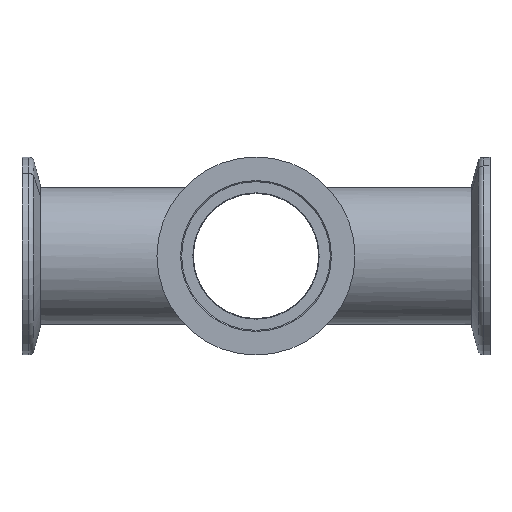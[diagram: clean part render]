
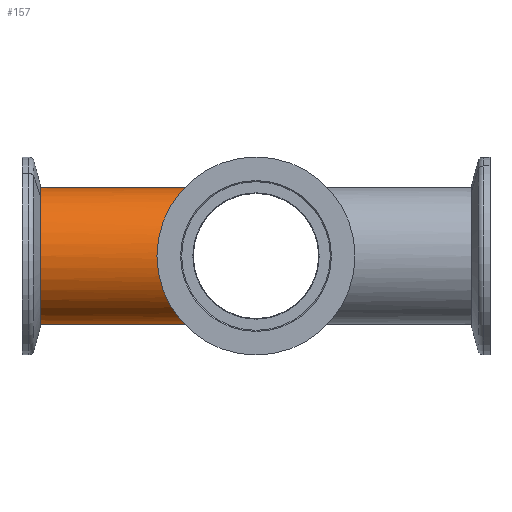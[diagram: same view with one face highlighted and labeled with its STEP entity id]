
A CAD part, left-side view. The second image highlights one B-rep face of the part: STEP entity #157.
In plain terms, the highlighted cylindrical face has radius 19.05 mm (diameter 38.1 mm), a partial arc.
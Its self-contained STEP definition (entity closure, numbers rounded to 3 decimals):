
#5 = EDGE_CURVE ( 'NONE', #768, #628, #913, .T. ) ;
#69 = ORIENTED_EDGE ( 'NONE', *, *, #5, .F. ) ;
#114 = LINE ( 'NONE', #178, #967 ) ;
#157 = ADVANCED_FACE ( 'NONE', ( #1198 ), #873, .T. ) ;
#173 = DIRECTION ( 'NONE',  ( 0., -1., 0. ) ) ;
#178 = CARTESIAN_POINT ( 'NONE',  ( 0., 61.5, 19.05 ) ) ;
#353 = EDGE_LOOP ( 'NONE', ( #874, #803, #959, #69 ) ) ;
#414 = DIRECTION ( 'NONE',  ( 0., 0., 1. ) ) ;
#416 = DIRECTION ( 'NONE',  ( 0., 1., 0. ) ) ;
#419 = CARTESIAN_POINT ( 'NONE',  ( 0., 61.5, 0. ) ) ;
#465 = AXIS2_PLACEMENT_3D ( 'NONE', #419, #416, #414 ) ;
#628 = VERTEX_POINT ( 'NONE', #733 ) ;
#670 = CARTESIAN_POINT ( 'NONE',  ( 0., 0., 19.05 ) ) ;
#733 = CARTESIAN_POINT ( 'NONE',  ( 0., 0., -19.05 ) ) ;
#768 = VERTEX_POINT ( 'NONE', #670 ) ;
#803 = ORIENTED_EDGE ( 'NONE', *, *, #850, .F. ) ;
#832 = AXIS2_PLACEMENT_3D ( 'NONE', #988, #1068, #1342 ) ;
#850 = EDGE_CURVE ( 'NONE', #1234, #1313, #931, .T. ) ;
#869 = CARTESIAN_POINT ( 'NONE',  ( 0., 61.5, -19.05 ) ) ;
#873 = CYLINDRICAL_SURFACE ( 'NONE', #832, 19.05 ) ;
#874 = ORIENTED_EDGE ( 'NONE', *, *, #1096, .F. ) ;
#902 = LINE ( 'NONE', #1146, #1555 ) ;
#913 =( BOUNDED_CURVE ( )  B_SPLINE_CURVE ( 3, ( #1390, #1377, #1374, #1345 ),
 .UNSPECIFIED., .F., .T. ) 
 B_SPLINE_CURVE_WITH_KNOTS ( ( 4, 4 ),
 ( 1.571, 4.712 ),
 .UNSPECIFIED. ) 
 CURVE ( )  GEOMETRIC_REPRESENTATION_ITEM ( )  RATIONAL_B_SPLINE_CURVE ( ( 1., 0.333, 0.333, 1. ) ) 
 REPRESENTATION_ITEM ( '' )  );
#931 = CIRCLE ( 'NONE', #465, 19.05 ) ;
#939 = CARTESIAN_POINT ( 'NONE',  ( 0., 61.5, 19.05 ) ) ;
#959 = ORIENTED_EDGE ( 'NONE', *, *, #1232, .T. ) ;
#967 = VECTOR ( 'NONE', #173, 1000. ) ;
#988 = CARTESIAN_POINT ( 'NONE',  ( 0., 61.5, 0. ) ) ;
#1068 = DIRECTION ( 'NONE',  ( 0., -1., 0. ) ) ;
#1096 = EDGE_CURVE ( 'NONE', #1313, #768, #114, .T. ) ;
#1146 = CARTESIAN_POINT ( 'NONE',  ( 0., 61.5, -19.05 ) ) ;
#1153 = DIRECTION ( 'NONE',  ( 0., -1., 0. ) ) ;
#1198 = FACE_OUTER_BOUND ( 'NONE', #353, .T. ) ;
#1232 = EDGE_CURVE ( 'NONE', #1234, #628, #902, .T. ) ;
#1234 = VERTEX_POINT ( 'NONE', #869 ) ;
#1313 = VERTEX_POINT ( 'NONE', #939 ) ;
#1342 = DIRECTION ( 'NONE',  ( 0., 0., -1. ) ) ;
#1345 = CARTESIAN_POINT ( 'NONE',  ( 0., 0., -19.05 ) ) ;
#1374 = CARTESIAN_POINT ( 'NONE',  ( -38.1, 38.1, -19.05 ) ) ;
#1377 = CARTESIAN_POINT ( 'NONE',  ( -38.1, 38.1, 19.05 ) ) ;
#1390 = CARTESIAN_POINT ( 'NONE',  ( 0., 0., 19.05 ) ) ;
#1555 = VECTOR ( 'NONE', #1153, 1000. ) ;
